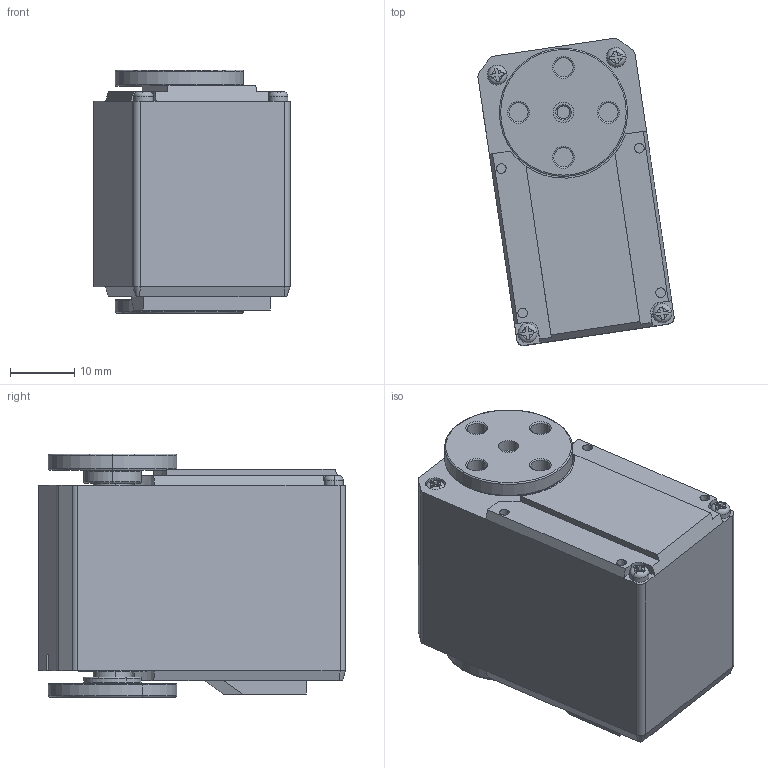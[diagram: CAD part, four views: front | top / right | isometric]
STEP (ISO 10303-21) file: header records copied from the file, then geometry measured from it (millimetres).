
FILE_DESCRIPTION (( 'STEP AP203' ), '1' );
FILE_NAME ('Assem_STS3215.STEP', '2022-03-21T05:16:34', ( '' ), ( '' ), 'SwSTEP 2.0', 'SolidWorks 2021', '' );
FILE_SCHEMA (( 'CONFIG_CONTROL_DESIGN' ));
Length unit declared in the file: metre
Products named in the file (5): STS3215_horn; Assem_STS3215; STS3215_horn_back; STS3215; STS3215_with_horns
Assembly tree (4 placements, depth 3):
  Assem_STS3215
    STS3215_with_horns
      STS3215_horn
      STS3215
      STS3215_horn_back
Bounding box: 30.54 x 47.81 x 37.95 mm (x, y, z)
Volume: 35171.8 mm3; surface area: 9327 mm2
Topology: 3 solids, 3 shells, 296 faces, 720 edges, 454 vertices
Faces by surface type: plane 147, cylinder 85, torus 58, cone 6
Entity records: 9305 total; most frequent: CARTESIAN_POINT 1646, DIRECTION 1574, ORIENTED_EDGE 1440, EDGE_CURVE 720, AXIS2_PLACEMENT_3D 606, VERTEX_POINT 454, VECTOR 362, LINE 362
